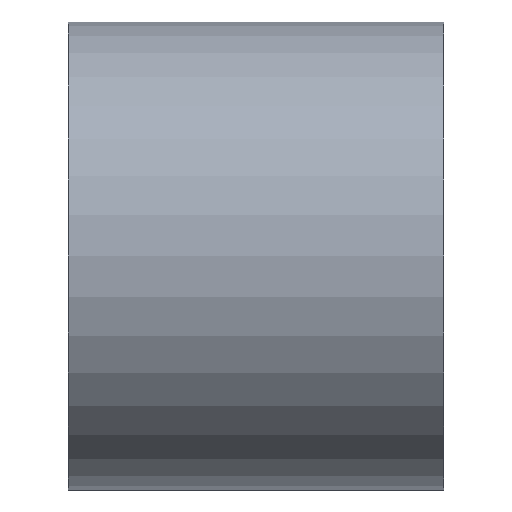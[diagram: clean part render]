
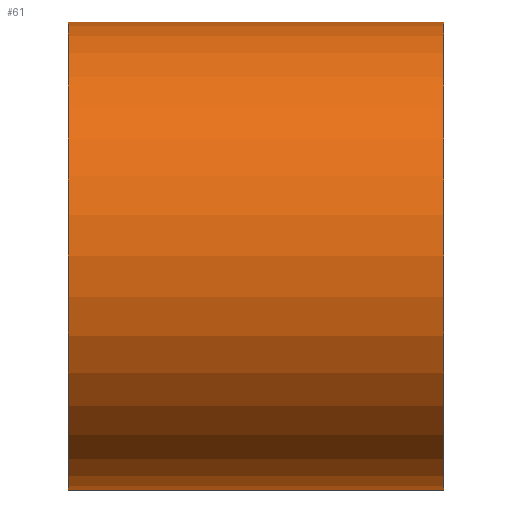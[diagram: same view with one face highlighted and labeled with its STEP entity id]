
A CAD part, front view. The second image highlights one B-rep face of the part: STEP entity #61.
In plain terms, the highlighted cylindrical face has radius 9.398 mm (diameter 18.796 mm), a full revolution.
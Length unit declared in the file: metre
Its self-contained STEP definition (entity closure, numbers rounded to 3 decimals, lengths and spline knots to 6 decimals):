
#20=CYLINDRICAL_SURFACE('',#80,0.009398);
#24=ORIENTED_EDGE('',*,*,#31,.F.);
#25=ORIENTED_EDGE('',*,*,#32,.F.);
#31=EDGE_CURVE('',#35,#35,#39,.T.);
#32=EDGE_CURVE('',#36,#36,#40,.F.);
#35=VERTEX_POINT('',#108);
#36=VERTEX_POINT('',#111);
#39=CIRCLE('',#79,0.009398);
#40=CIRCLE('',#81,0.009398);
#44=EDGE_LOOP('',(#24));
#45=EDGE_LOOP('',(#25));
#52=FACE_BOUND('',#44,.T.);
#53=FACE_BOUND('',#45,.T.);
#61=ADVANCED_FACE('',(#52,#53),#20,.T.);
#79=AXIS2_PLACEMENT_3D('',#107,#91,#92);
#80=AXIS2_PLACEMENT_3D('',#109,#93,#94);
#81=AXIS2_PLACEMENT_3D('',#110,#95,#96);
#91=DIRECTION('',(-1.,0.,0.));
#92=DIRECTION('',(0.,0.,1.));
#93=DIRECTION('',(1.,0.,0.));
#94=DIRECTION('',(0.,0.,1.));
#95=DIRECTION('',(-1.,0.,0.));
#96=DIRECTION('',(0.,1.,0.));
#107=CARTESIAN_POINT('',(-0.355167,-0.518759,0.0081));
#108=CARTESIAN_POINT('',(-0.355167,-0.518759,0.017498));
#109=CARTESIAN_POINT('',(-0.355169,-0.518759,0.0081));
#110=CARTESIAN_POINT('',(-0.340086,-0.518759,0.0081));
#111=CARTESIAN_POINT('',(-0.340086,-0.509361,0.0081));
